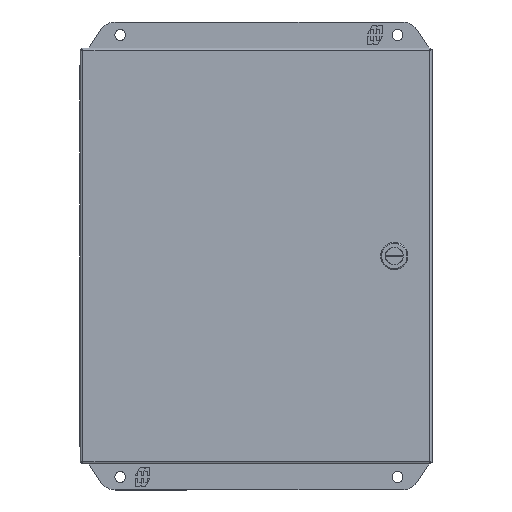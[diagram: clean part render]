
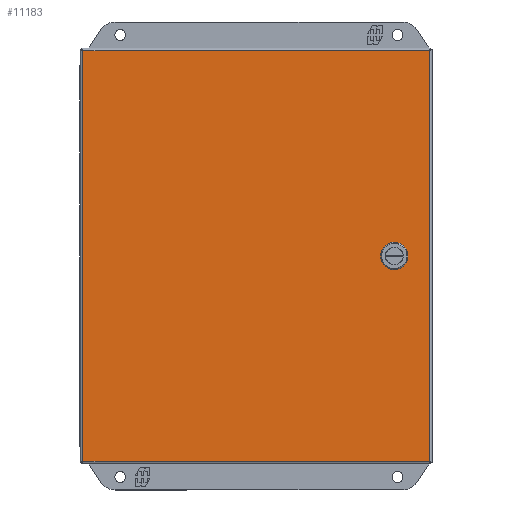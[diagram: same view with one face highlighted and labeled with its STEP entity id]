
A CAD part, front view. The second image highlights one B-rep face of the part: STEP entity #11183.
In plain terms, the highlighted planar face has unit normal (0, -1, 0).
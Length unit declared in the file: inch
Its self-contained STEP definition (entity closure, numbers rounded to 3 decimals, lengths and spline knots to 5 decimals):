
#149 = CARTESIAN_POINT ( 'NONE',  ( 3.57578, -5.61133, 0.07559 ) ) ;
#209 = LINE ( 'NONE', #22256, #17757 ) ;
#263 = CARTESIAN_POINT ( 'NONE',  ( 3.98237, -5.61133, 0.331 ) ) ;
#593 = VERTEX_POINT ( 'NONE', #5050 ) ;
#910 = VERTEX_POINT ( 'NONE', #11519 ) ;
#1008 = EDGE_CURVE ( 'NONE', #22071, #18567, #11014, .T. ) ;
#1276 = CARTESIAN_POINT ( 'NONE',  ( -5.07322, -5.61133, -5.914 ) ) ;
#1314 = ORIENTED_EDGE ( 'NONE', *, *, #11374, .F. ) ;
#2061 = VERTEX_POINT ( 'NONE', #21072 ) ;
#2251 = DIRECTION ( 'NONE',  ( 0., 0., -1. ) ) ;
#2452 = CARTESIAN_POINT ( 'NONE',  ( 4.23778, -5.61133, 0.07559 ) ) ;
#2511 = VECTOR ( 'NONE', #14866, 39.37008 ) ;
#2655 = CARTESIAN_POINT ( 'NONE',  ( 3.83119, -5.61133, 0.331 ) ) ;
#2865 = CARTESIAN_POINT ( 'NONE',  ( 3.98237, -5.61133, -0.331 ) ) ;
#2920 = LINE ( 'NONE', #14002, #18116 ) ;
#2957 = EDGE_CURVE ( 'NONE', #2061, #19046, #3148, .T. ) ;
#3030 = EDGE_CURVE ( 'NONE', #18567, #2061, #14940, .T. ) ;
#3148 = LINE ( 'NONE', #8811, #11065 ) ;
#3619 = LINE ( 'NONE', #20243, #15836 ) ;
#3857 = DIRECTION ( 'NONE',  ( 1., 0., 0. ) ) ;
#4062 = EDGE_CURVE ( 'NONE', #910, #16046, #15219, .T. ) ;
#4125 = DIRECTION ( 'NONE',  ( -0.707, 0., 0.707 ) ) ;
#4858 = VERTEX_POINT ( 'NONE', #5582 ) ;
#4937 = EDGE_CURVE ( 'NONE', #10414, #13823, #22553, .T. ) ;
#5050 = CARTESIAN_POINT ( 'NONE',  ( 3.98237, -5.61133, 0.331 ) ) ;
#5096 = ORIENTED_EDGE ( 'NONE', *, *, #7052, .F. ) ;
#5582 = CARTESIAN_POINT ( 'NONE',  ( 3.83119, -5.61133, -0.331 ) ) ;
#5913 = VECTOR ( 'NONE', #18669, 39.37008 ) ;
#6112 = FACE_OUTER_BOUND ( 'NONE', #14709, .T. ) ;
#6484 = VERTEX_POINT ( 'NONE', #23170 ) ;
#6568 = EDGE_CURVE ( 'NONE', #593, #10414, #15292, .T. ) ;
#7052 = EDGE_CURVE ( 'NONE', #13823, #6484, #209, .T. ) ;
#7463 = CARTESIAN_POINT ( 'NONE',  ( 3.83119, -5.61133, 0.331 ) ) ;
#7537 = VECTOR ( 'NONE', #17145, 39.37008 ) ;
#7597 = CARTESIAN_POINT ( 'NONE',  ( -5.07322, -5.61133, 5.914 ) ) ;
#7616 = VECTOR ( 'NONE', #22296, 39.37008 ) ;
#7914 = VECTOR ( 'NONE', #4125, 39.37008 ) ;
#8787 = ORIENTED_EDGE ( 'NONE', *, *, #1008, .T. ) ;
#8811 = CARTESIAN_POINT ( 'NONE',  ( -5.07322, -5.61133, -5.914 ) ) ;
#8944 = EDGE_CURVE ( 'NONE', #16046, #593, #14831, .T. ) ;
#9147 = ORIENTED_EDGE ( 'NONE', *, *, #21345, .T. ) ;
#9212 = ORIENTED_EDGE ( 'NONE', *, *, #3030, .T. ) ;
#9834 = DIRECTION ( 'NONE',  ( 0., -1., 0. ) ) ;
#9851 = EDGE_CURVE ( 'NONE', #12673, #910, #18843, .T. ) ;
#9908 = CARTESIAN_POINT ( 'NONE',  ( 3.57578, -5.61133, 0.07559 ) ) ;
#10414 = VERTEX_POINT ( 'NONE', #2655 ) ;
#10703 = EDGE_CURVE ( 'NONE', #4858, #12673, #3619, .T. ) ;
#10889 = ORIENTED_EDGE ( 'NONE', *, *, #2957, .T. ) ;
#11014 = LINE ( 'NONE', #21977, #15667 ) ;
#11065 = VECTOR ( 'NONE', #18208, 39.37008 ) ;
#11183 = ADVANCED_FACE ( 'NONE', ( #20912, #6112 ), #23292, .T. ) ;
#11218 = CARTESIAN_POINT ( 'NONE',  ( 3.83119, -5.61133, -0.331 ) ) ;
#11330 = ORIENTED_EDGE ( 'NONE', *, *, #9851, .F. ) ;
#11374 = EDGE_CURVE ( 'NONE', #6484, #4858, #19920, .T. ) ;
#11519 = CARTESIAN_POINT ( 'NONE',  ( 4.23778, -5.61133, -0.07559 ) ) ;
#11653 = VECTOR ( 'NONE', #22432, 39.37008 ) ;
#12673 = VERTEX_POINT ( 'NONE', #2865 ) ;
#13352 = ORIENTED_EDGE ( 'NONE', *, *, #10703, .F. ) ;
#13539 = AXIS2_PLACEMENT_3D ( 'NONE', #18870, #9834, #14132 ) ;
#13588 = ORIENTED_EDGE ( 'NONE', *, *, #4062, .F. ) ;
#13823 = VERTEX_POINT ( 'NONE', #9908 ) ;
#13875 = DIRECTION ( 'NONE',  ( 1., 0., 0. ) ) ;
#13947 = VECTOR ( 'NONE', #18581, 39.37008 ) ;
#14002 = CARTESIAN_POINT ( 'NONE',  ( -5.07322, -5.61133, -5.914 ) ) ;
#14132 = DIRECTION ( 'NONE',  ( 0., 0., -1. ) ) ;
#14709 = EDGE_LOOP ( 'NONE', ( #8787, #9212, #10889, #9147 ) ) ;
#14831 = LINE ( 'NONE', #263, #7914 ) ;
#14866 = DIRECTION ( 'NONE',  ( 0.707, 0., 0.707 ) ) ;
#14940 = LINE ( 'NONE', #7597, #7616 ) ;
#14981 = DIRECTION ( 'NONE',  ( 0., 0., 1. ) ) ;
#15219 = LINE ( 'NONE', #2452, #7537 ) ;
#15292 = LINE ( 'NONE', #7463, #5913 ) ;
#15667 = VECTOR ( 'NONE', #14981, 39.37008 ) ;
#15836 = VECTOR ( 'NONE', #3857, 39.37008 ) ;
#16046 = VERTEX_POINT ( 'NONE', #23596 ) ;
#16608 = ORIENTED_EDGE ( 'NONE', *, *, #4937, .F. ) ;
#17145 = DIRECTION ( 'NONE',  ( 0., 0., 1. ) ) ;
#17378 = EDGE_LOOP ( 'NONE', ( #13352, #1314, #5096, #16608, #23671, #21436, #13588, #11330 ) ) ;
#17757 = VECTOR ( 'NONE', #2251, 39.37008 ) ;
#18116 = VECTOR ( 'NONE', #13875, 39.37008 ) ;
#18208 = DIRECTION ( 'NONE',  ( 0., 0., -1. ) ) ;
#18469 = CARTESIAN_POINT ( 'NONE',  ( 4.91278, -5.61133, -5.914 ) ) ;
#18567 = VERTEX_POINT ( 'NONE', #22630 ) ;
#18581 = DIRECTION ( 'NONE',  ( 0.707, 0., -0.707 ) ) ;
#18669 = DIRECTION ( 'NONE',  ( -1., 0., 0. ) ) ;
#18843 = LINE ( 'NONE', #22098, #2511 ) ;
#18870 = CARTESIAN_POINT ( 'NONE',  ( -5.07322, -5.61133, -5.914 ) ) ;
#19046 = VERTEX_POINT ( 'NONE', #1276 ) ;
#19920 = LINE ( 'NONE', #11218, #13947 ) ;
#20243 = CARTESIAN_POINT ( 'NONE',  ( 3.98237, -5.61133, -0.331 ) ) ;
#20912 = FACE_BOUND ( 'NONE', #17378, .T. ) ;
#21072 = CARTESIAN_POINT ( 'NONE',  ( -5.07322, -5.61133, 5.914 ) ) ;
#21345 = EDGE_CURVE ( 'NONE', #19046, #22071, #2920, .T. ) ;
#21436 = ORIENTED_EDGE ( 'NONE', *, *, #8944, .F. ) ;
#21977 = CARTESIAN_POINT ( 'NONE',  ( 4.91278, -5.61133, -5.914 ) ) ;
#22071 = VERTEX_POINT ( 'NONE', #18469 ) ;
#22098 = CARTESIAN_POINT ( 'NONE',  ( 4.23778, -5.61133, -0.07559 ) ) ;
#22256 = CARTESIAN_POINT ( 'NONE',  ( 3.57578, -5.61133, -0.07559 ) ) ;
#22296 = DIRECTION ( 'NONE',  ( -1., 0., 0. ) ) ;
#22432 = DIRECTION ( 'NONE',  ( -0.707, 0., -0.707 ) ) ;
#22553 = LINE ( 'NONE', #149, #11653 ) ;
#22630 = CARTESIAN_POINT ( 'NONE',  ( 4.91278, -5.61133, 5.914 ) ) ;
#23170 = CARTESIAN_POINT ( 'NONE',  ( 3.57578, -5.61133, -0.07559 ) ) ;
#23292 = PLANE ( 'NONE',  #13539 ) ;
#23596 = CARTESIAN_POINT ( 'NONE',  ( 4.23778, -5.61133, 0.07559 ) ) ;
#23671 = ORIENTED_EDGE ( 'NONE', *, *, #6568, .F. ) ;
